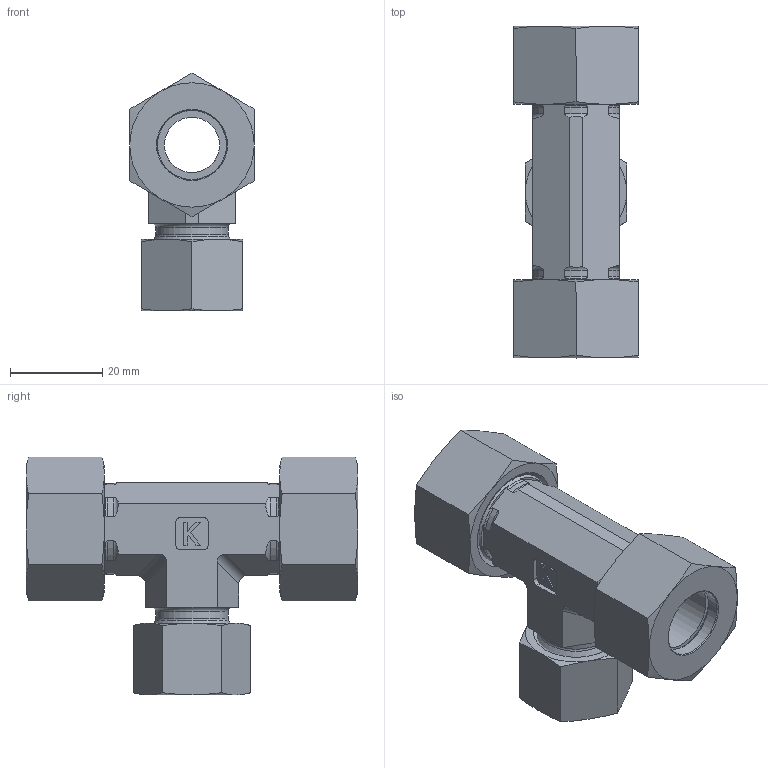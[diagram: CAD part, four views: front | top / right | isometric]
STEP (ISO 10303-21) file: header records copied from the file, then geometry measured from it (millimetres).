
FILE_DESCRIPTION((''),'2;1');
FILE_NAME('384151512.stp','2014-08-15T15:20:01',(''),('KNOMI spol. s r. o.'),'Autodesk Inventor 2012','Autodesk Inventor 2012','');
FILE_SCHEMA(('AUTOMOTIVE_DESIGN { 1 2 10303 214 0 1 1 1 }'));
Length unit declared in the file: millimetre
Products named in the file (6): TS2K 15/15/12L M22,M22,M18; 374 151512; 40115; 3911522; 40112; 3911218
Assembly tree (7 placements, depth 2):
  TS2K 15/15/12L M22,M22,M18
    374 151512
    40115  x2
    3911522  x2
    40112
    3911218
Bounding box: 27 x 72 x 51.59 mm (x, y, z)
Volume: 31294.3 mm3; surface area: 20661.3 mm2
Topology: 7 solids, 7 shells, 234 faces, 591 edges, 385 vertices
Faces by surface type: plane 92, cone 67, cylinder 46, torus 29
Full cylindrical faces by diameter (mm): 10 x1, 12 x4, 14.3 x1, 15 x6, 15.7 x1, 16 x1, 16.376 x1, 17.3 x2, 18 x1, 20 x2, 20.376 x2, 22 x2
Entity records: 6372 total; most frequent: CARTESIAN_POINT 1569, DIRECTION 908, ORIENTED_EDGE 886, EDGE_CURVE 443, AXIS2_PLACEMENT_3D 372, VERTEX_POINT 307, EDGE_LOOP 262, STYLED_ITEM 211
